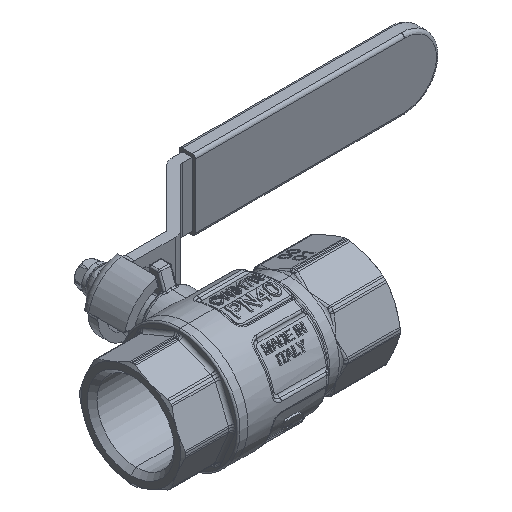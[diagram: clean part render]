
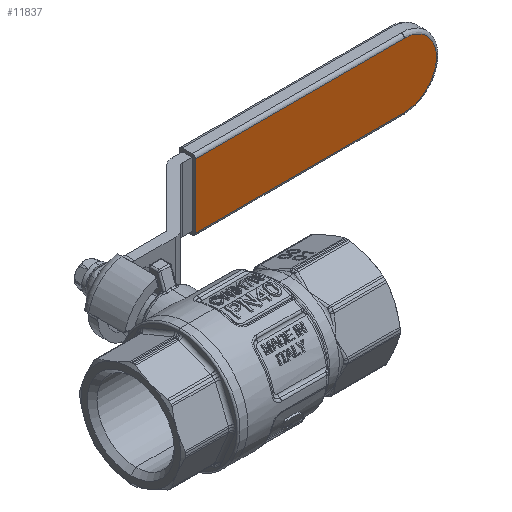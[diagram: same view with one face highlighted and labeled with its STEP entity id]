
A CAD part, isometric view. The second image highlights one B-rep face of the part: STEP entity #11837.
In plain terms, the highlighted planar face has unit normal (0, -1, 0).
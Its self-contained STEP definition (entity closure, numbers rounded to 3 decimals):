
#1797 = CARTESIAN_POINT ( 'NONE',  ( 110.305, 51.8, -6.837 ) ) ;
#1972 = CARTESIAN_POINT ( 'NONE',  ( 112.935, 51.8, 1.309 ) ) ;
#2139 = CARTESIAN_POINT ( 'NONE',  ( 108.011, 51.8, 8.678 ) ) ;
#2577 = CARTESIAN_POINT ( 'NONE',  ( 80.846, 51.8, -10. ) ) ;
#4148 = CARTESIAN_POINT ( 'NONE',  ( 96.332, 51.8, 10. ) ) ;
#5604 = CARTESIAN_POINT ( 'NONE',  ( 110.943, 51.8, -6.083 ) ) ;
#5769 = CARTESIAN_POINT ( 'NONE',  ( 112.487, 51.8, 3.227 ) ) ;
#5847 = PLANE ( 'NONE',  #28473 ) ;
#5924 = CARTESIAN_POINT ( 'NONE',  ( 106.533, 51.8, 9.361 ) ) ;
#5991 = ORIENTED_EDGE ( 'NONE', *, *, #12621, .T. ) ;
#6233 = CARTESIAN_POINT ( 'NONE',  ( 38.527, 51.8, -10. ) ) ;
#6388 = CARTESIAN_POINT ( 'NONE',  ( 88.559, 51.8, -10. ) ) ;
#7875 = B_SPLINE_CURVE_WITH_KNOTS ( 'NONE', 3,
 ( #20624, #43389, #9294, #35915, #13131, #39737, #17000, #43549, #20772, #47438, #24580, #1797, #28419, #5604, #32191, #9460, #36079, #13309, #39878, #17161, #43719, #20931, #47595, #24737, #1972, #28568, #5769, #32368, #9632, #36243, #13469, #40049, #17312, #43882, #21099, #47760, #24903, #2139, #28728, #5924, #32533, #9804, #36388, #13626, #40221, #17474 ),
 .UNSPECIFIED., .F., .F.,
 ( 4, 2, 2, 2, 2, 2, 2, 2, 2, 2, 2, 2, 2, 2, 2, 2, 2, 2, 2, 2, 2, 2, 4 ),
 ( 0., 0.001, 0.002, 0.004, 0.006, 0.008, 0.009, 0.01, 0.012, 0.014, 0.015, 0.016, 0.018, 0.02, 0.022, 0.023, 0.024, 0.025, 0.026, 0.028, 0.029, 0.03, 0.032 ),
 .UNSPECIFIED. ) ;
#8234 = EDGE_LOOP ( 'NONE', ( #42960, #5991, #41347, #43720 ) ) ;
#8703 = VECTOR ( 'NONE', #22214, 1000. ) ;
#9294 = CARTESIAN_POINT ( 'NONE',  ( 103.659, 51.8, -9.984 ) ) ;
#9382 = CARTESIAN_POINT ( 'NONE',  ( 37.86, 51.8, 10. ) ) ;
#9460 = CARTESIAN_POINT ( 'NONE',  ( 111.679, 51.8, -5.008 ) ) ;
#9632 = CARTESIAN_POINT ( 'NONE',  ( 111.681, 51.8, 5.006 ) ) ;
#9804 = CARTESIAN_POINT ( 'NONE',  ( 105.596, 51.8, 9.663 ) ) ;
#10090 = CARTESIAN_POINT ( 'NONE',  ( 39.193, 51.8, -10. ) ) ;
#10243 = CARTESIAN_POINT ( 'NONE',  ( 103., 51.8, -10. ) ) ;
#11837 = ADVANCED_FACE ( 'NONE', ( #15984 ), #5847, .T. ) ;
#12274 = CARTESIAN_POINT ( 'NONE',  ( 103., 51.8, 10. ) ) ;
#12621 = EDGE_CURVE ( 'NONE', #39143, #40940, #48373, .T. ) ;
#13131 = CARTESIAN_POINT ( 'NONE',  ( 104.641, 51.8, -9.87 ) ) ;
#13309 = CARTESIAN_POINT ( 'NONE',  ( 112.493, 51.8, -3.212 ) ) ;
#13469 = CARTESIAN_POINT ( 'NONE',  ( 110.936, 51.8, 6.092 ) ) ;
#13526 = EDGE_CURVE ( 'NONE', #15601, #39143, #40240, .T. ) ;
#13626 = CARTESIAN_POINT ( 'NONE',  ( 104.312, 51.8, 9.935 ) ) ;
#13927 = CARTESIAN_POINT ( 'NONE',  ( 42.527, 51.8, -10. ) ) ;
#15601 = VERTEX_POINT ( 'NONE', #9382 ) ;
#15665 = CARTESIAN_POINT ( 'NONE',  ( 82.995, 51.8, 10. ) ) ;
#15984 = FACE_OUTER_BOUND ( 'NONE', #8234, .T. ) ;
#16224 = B_SPLINE_CURVE_WITH_KNOTS ( 'NONE', 3,
 ( #34594, #4148, #38467, #15665, #42250, #19485, #46112 ),
 .UNSPECIFIED., .F., .F.,
 ( 4, 3, 4 ),
 ( 0., 0.02, 0.065 ),
 .UNSPECIFIED. ) ;
#17000 = CARTESIAN_POINT ( 'NONE',  ( 106.231, 51.8, -9.486 ) ) ;
#17161 = CARTESIAN_POINT ( 'NONE',  ( 112.871, 51.8, -1.629 ) ) ;
#17312 = CARTESIAN_POINT ( 'NONE',  ( 110.303, 51.8, 6.839 ) ) ;
#17474 = CARTESIAN_POINT ( 'NONE',  ( 103., 51.8, 10. ) ) ;
#17766 = CARTESIAN_POINT ( 'NONE',  ( 47.86, 51.8, -10. ) ) ;
#19485 = CARTESIAN_POINT ( 'NONE',  ( 52.905, 51.8, 10. ) ) ;
#20624 = CARTESIAN_POINT ( 'NONE',  ( 103., 51.8, -10. ) ) ;
#20772 = CARTESIAN_POINT ( 'NONE',  ( 108.021, 51.8, -8.672 ) ) ;
#20931 = CARTESIAN_POINT ( 'NONE',  ( 112.984, 51.8, -0.653 ) ) ;
#21099 = CARTESIAN_POINT ( 'NONE',  ( 109.601, 51.8, 7.518 ) ) ;
#21176 = DIRECTION ( 'NONE',  ( 1., 0., 0. ) ) ;
#21534 = CARTESIAN_POINT ( 'NONE',  ( 69.193, 51.8, -10. ) ) ;
#22214 = DIRECTION ( 'NONE',  ( 0., 0., -1. ) ) ;
#24580 = CARTESIAN_POINT ( 'NONE',  ( 109.61, 51.8, -7.532 ) ) ;
#24737 = CARTESIAN_POINT ( 'NONE',  ( 113., 51.8, 0.661 ) ) ;
#24903 = CARTESIAN_POINT ( 'NONE',  ( 108.831, 51.8, 8.13 ) ) ;
#25177 = CARTESIAN_POINT ( 'NONE',  ( 37.86, 51.8, -10. ) ) ;
#25347 = CARTESIAN_POINT ( 'NONE',  ( 80.353, 51.8, -10. ) ) ;
#26783 = CARTESIAN_POINT ( 'NONE',  ( 103., 51.8, -10. ) ) ;
#28419 = CARTESIAN_POINT ( 'NONE',  ( 110.527, 51.8, -6.591 ) ) ;
#28473 = AXIS2_PLACEMENT_3D ( 'NONE', #32446, #43954, #21176 ) ;
#28568 = CARTESIAN_POINT ( 'NONE',  ( 112.68, 51.8, 2.59 ) ) ;
#28728 = CARTESIAN_POINT ( 'NONE',  ( 107.436, 51.8, 8.986 ) ) ;
#29159 = CARTESIAN_POINT ( 'NONE',  ( 81.339, 51.8, -10. ) ) ;
#29846 = CARTESIAN_POINT ( 'NONE',  ( 37.86, 51.8, 11. ) ) ;
#32191 = CARTESIAN_POINT ( 'NONE',  ( 111.137, 51.8, -5.821 ) ) ;
#32368 = CARTESIAN_POINT ( 'NONE',  ( 111.988, 51.8, 4.432 ) ) ;
#32446 = CARTESIAN_POINT ( 'NONE',  ( 37.86, 51.8, 11. ) ) ;
#32533 = CARTESIAN_POINT ( 'NONE',  ( 106.225, 51.8, 9.471 ) ) ;
#32982 = CARTESIAN_POINT ( 'NONE',  ( 95.78, 51.8, -10. ) ) ;
#34594 = CARTESIAN_POINT ( 'NONE',  ( 103., 51.8, 10. ) ) ;
#35915 = CARTESIAN_POINT ( 'NONE',  ( 104.314, 51.8, -9.919 ) ) ;
#36079 = CARTESIAN_POINT ( 'NONE',  ( 111.988, 51.8, -4.433 ) ) ;
#36243 = CARTESIAN_POINT ( 'NONE',  ( 111.133, 51.8, 5.826 ) ) ;
#36388 = CARTESIAN_POINT ( 'NONE',  ( 105.275, 51.8, 9.743 ) ) ;
#36400 = VERTEX_POINT ( 'NONE', #12274 ) ;
#36682 = CARTESIAN_POINT ( 'NONE',  ( 39.86, 51.8, -10. ) ) ;
#38467 = CARTESIAN_POINT ( 'NONE',  ( 89.663, 51.8, 10. ) ) ;
#38701 = CARTESIAN_POINT ( 'NONE',  ( 37.86, 51.8, -10. ) ) ;
#39143 = VERTEX_POINT ( 'NONE', #38701 ) ;
#39737 = CARTESIAN_POINT ( 'NONE',  ( 105.608, 51.8, -9.676 ) ) ;
#39878 = CARTESIAN_POINT ( 'NONE',  ( 112.681, 51.8, -2.587 ) ) ;
#40049 = CARTESIAN_POINT ( 'NONE',  ( 110.522, 51.8, 6.598 ) ) ;
#40221 = CARTESIAN_POINT ( 'NONE',  ( 103.66, 51.8, 10. ) ) ;
#40240 = LINE ( 'NONE', #29846, #8703 ) ;
#40498 = CARTESIAN_POINT ( 'NONE',  ( 45.193, 51.8, -10. ) ) ;
#40940 = VERTEX_POINT ( 'NONE', #26783 ) ;
#41347 = ORIENTED_EDGE ( 'NONE', *, *, #44807, .T. ) ;
#42250 = CARTESIAN_POINT ( 'NONE',  ( 67.95, 51.8, 10. ) ) ;
#42960 = ORIENTED_EDGE ( 'NONE', *, *, #13526, .T. ) ;
#43389 = CARTESIAN_POINT ( 'NONE',  ( 103.33, 51.8, -10. ) ) ;
#43549 = CARTESIAN_POINT ( 'NONE',  ( 107.435, 51.8, -8.986 ) ) ;
#43719 = CARTESIAN_POINT ( 'NONE',  ( 112.919, 51.8, -1.306 ) ) ;
#43720 = ORIENTED_EDGE ( 'NONE', *, *, #44652, .T. ) ;
#43882 = CARTESIAN_POINT ( 'NONE',  ( 109.843, 51.8, 7.3 ) ) ;
#43954 = DIRECTION ( 'NONE',  ( 0., -1., 0. ) ) ;
#44342 = CARTESIAN_POINT ( 'NONE',  ( 58.527, 51.8, -10. ) ) ;
#44652 = EDGE_CURVE ( 'NONE', #36400, #15601, #16224, .T. ) ;
#44807 = EDGE_CURVE ( 'NONE', #40940, #36400, #7875, .T. ) ;
#46112 = CARTESIAN_POINT ( 'NONE',  ( 37.86, 51.8, 10. ) ) ;
#47438 = CARTESIAN_POINT ( 'NONE',  ( 109.107, 51.8, -7.945 ) ) ;
#47595 = CARTESIAN_POINT ( 'NONE',  ( 113., 51.8, -0.322 ) ) ;
#47760 = CARTESIAN_POINT ( 'NONE',  ( 109.096, 51.8, 7.933 ) ) ;
#48217 = CARTESIAN_POINT ( 'NONE',  ( 79.86, 51.8, -10. ) ) ;
#48373 = B_SPLINE_CURVE_WITH_KNOTS ( 'NONE', 3,
 ( #25177, #6233, #10090, #36682, #13927, #40498, #17766, #44342, #21534, #48217, #25347, #2577, #29159, #6388, #32982, #10243 ),
 .UNSPECIFIED., .F., .F.,
 ( 4, 3, 3, 3, 3, 4 ),
 ( 0., 0.002, 0.01, 0.042, 0.043, 0.065 ),
 .UNSPECIFIED. ) ;
